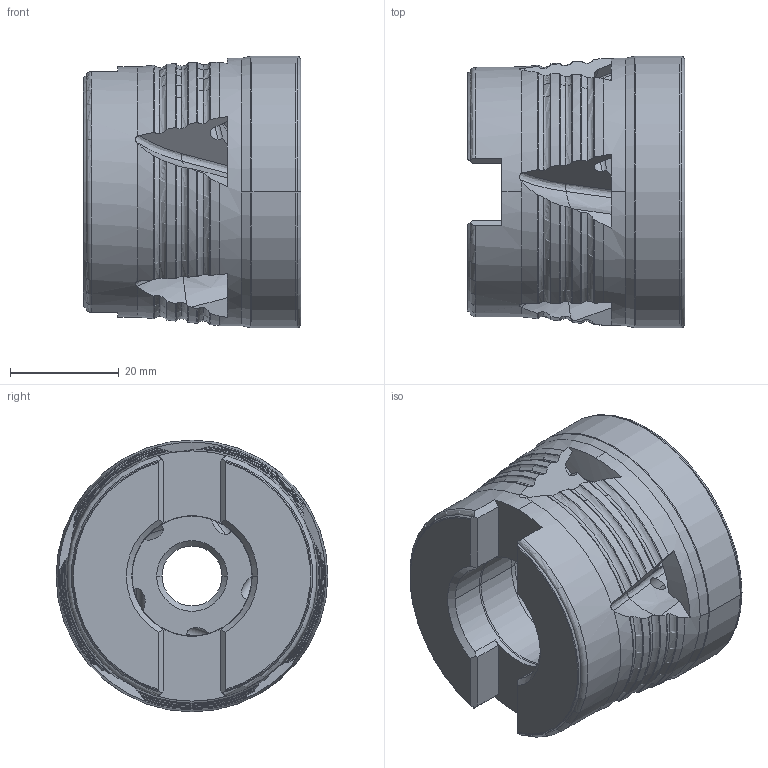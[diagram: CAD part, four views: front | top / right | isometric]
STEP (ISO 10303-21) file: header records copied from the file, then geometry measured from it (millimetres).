
FILE_DESCRIPTION (( 'STEP AP214' ), '1' );
FILE_NAME ('90PP-050-853-5.STEP', '2011-11-22T14:56:10', ( '' ), ( '' ), 'SwSTEP 2.0', 'SolidWorks 2010', '' );
FILE_SCHEMA (( 'AUTOMOTIVE_DESIGN' ));
Length unit declared in the file: millimetre
Products named in the file (1): 90PP-050-853-5
Bounding box: 40 x 50 x 50 mm (x, y, z)
Volume: 50017.2 mm3; surface area: 15125.5 mm2
Topology: 1 solids, 1 shells, 364 faces, 1049 edges, 668 vertices
Faces by surface type: torus 102, plane 93, cylinder 92, cone 57, bspline 20
Entity records: 13129 total; most frequent: CARTESIAN_POINT 4291, ORIENTED_EDGE 2098, DIRECTION 1627, EDGE_CURVE 1049, VERTEX_POINT 668, AXIS2_PLACEMENT_3D 664, EDGE_LOOP 367, ADVANCED_FACE 364
